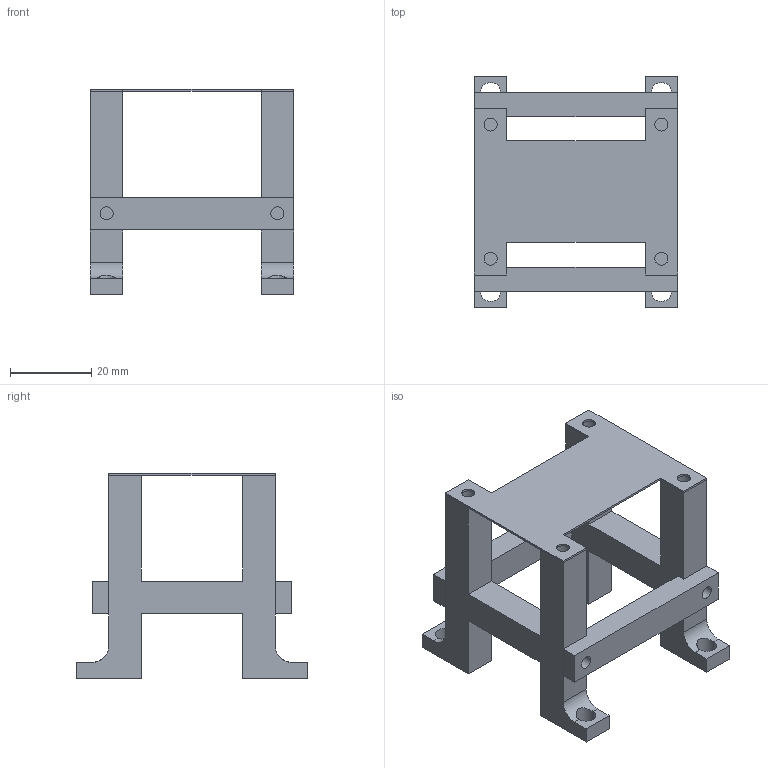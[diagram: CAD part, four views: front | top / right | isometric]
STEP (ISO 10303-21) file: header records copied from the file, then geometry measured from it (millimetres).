
FILE_DESCRIPTION(('CATIA V5 STEP Exchange'),'2;1');
FILE_NAME('Heat_Transfer_Lab.stp','2021-04-09T08:33:29+00:00',('none'),('none'),'CATIA Version 5 Release 21 GA (IN-10)','CATIA V5 STEP AP203','none');
FILE_SCHEMA(('CONFIG_CONTROL_DESIGN'));
Length unit declared in the file: millimetre
Products named in the file (1): Heat_Transfer_Lab_v2
Assembly tree (6 placements, depth 2):
  Heat_Transfer_Lab_v2
    #58
    #737  x2
    #1799  x2
    #2231
Bounding box: 50 x 57 x 50.5 mm (x, y, z)
Volume: 20815.8 mm3; surface area: 15876.6 mm2
Topology: 5 solids, 5 shells, 122 faces, 316 edges, 208 vertices
Faces by surface type: plane 78, cylinder 44
Entity records: 2261 total; most frequent: CARTESIAN_POINT 412, ORIENTED_EDGE 376, DIRECTION 306, EDGE_CURVE 188, VECTOR 136, LINE 136, VERTEX_POINT 124, AXIS2_PLACEMENT_3D 110
